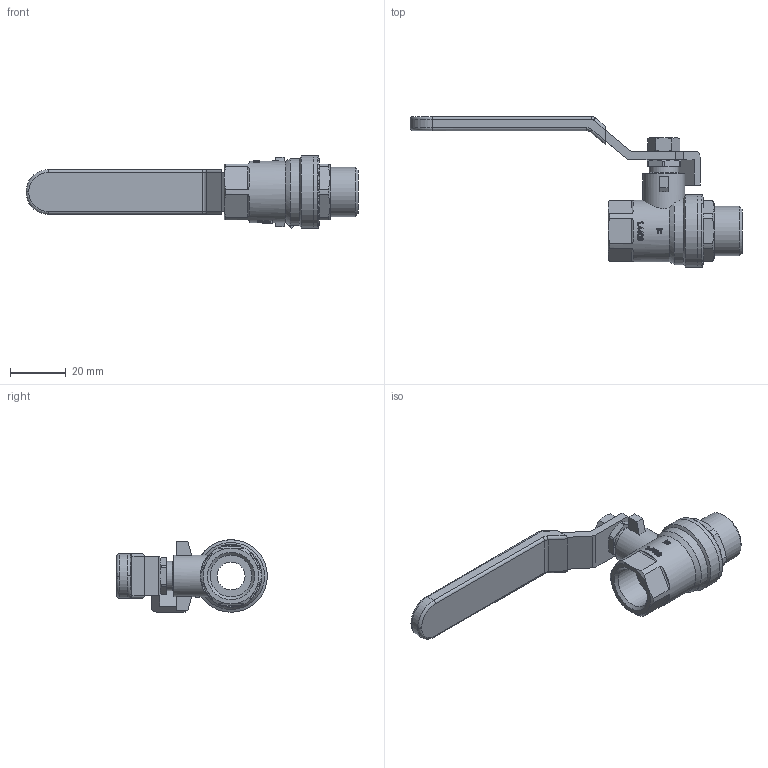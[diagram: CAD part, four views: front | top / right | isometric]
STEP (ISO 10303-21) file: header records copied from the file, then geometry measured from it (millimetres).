
FILE_DESCRIPTION(/* description */ ('Unknown','CAx-IF Rec.Pracs.---Representation and Presentation of Product Manufacturing Information (PMI)---4.0---2014-10-13','CAx-IF Rec.Pracs.---3D Tessellated Geometry---0.4---2014-09-14','2;1'),/* implementation_level */ '2;1');
FILE_NAME(/* name */ '9391-03',/* time_stamp */ '2024-02-19T09:23:23+01:00',/* author */ ('Unknown'),/* organization */ ('Unknown'),/* preprocessor_version */ 'ST-DEVELOPER v18.102',/* originating_system */ 'Solid Edge',/* authorisation */ 'Unknown');
FILE_SCHEMA (('AP242_MANAGED_MODEL_BASED_3D_ENGINEERING_MIM_LF { 1 0 10303 442 1 1 4 }'));
Length unit declared in the file: millimetre
Products named in the file (12): 9391-03; Stahlgriff 1_4 - 3_4; Stahlgriff-n; Stahlgriff-u; Kvrper_oa_0; Kvrper__3_8; Einschraubteil__3_8; Dichtung_Eischraubteil-Kvrper__1_4_-_3_8; Spindel-Zusammanbau_oa_1; Spindel__1_4_-_3_8; Stopfbuchse__1_4_-_3_8; 620-3_8-Mutter.1
Assembly tree (11 placements, depth 4):
  9391-03
    Stahlgriff 1_4 - 3_4
      Stahlgriff-n
      Stahlgriff-u
    Kvrper_oa_0
      Kvrper__3_8
      Einschraubteil__3_8
      Dichtung_Eischraubteil-Kvrper__1_4_-_3_8
      Spindel-Zusammanbau_oa_1
        Spindel__1_4_-_3_8
        Stopfbuchse__1_4_-_3_8
    620-3_8-Mutter.1
Bounding box: 119 x 54 x 26 mm (x, y, z)
Volume: 20457.5 mm3; surface area: 19975.7 mm2
Topology: 8 solids, 8 shells, 855 faces, 2316 edges, 1527 vertices
Faces by surface type: plane 691, cylinder 105, cone 49, bspline 8, torus 1, sphere 1
Full cylindrical faces by diameter (mm): 5 x1, 8 x1, 8.1 x1, 8.3 x1, 10 x3, 10.5 x2, 10.647 x1, 12 x1, 14.95 x1, 15 x1, 16 x2, 17.762 x1, 18.917 x1, 20 x2, 22 x1, 23 x1, 23.2 x1, 26 x2
Entity records: 28427 total; most frequent: CARTESIAN_POINT 5914, DIRECTION 5050, ORIENTED_EDGE 4512, EDGE_CURVE 2256, AXIS2_PLACEMENT_3D 2025, VERTEX_POINT 1508, LINE 1000, VECTOR 1000
